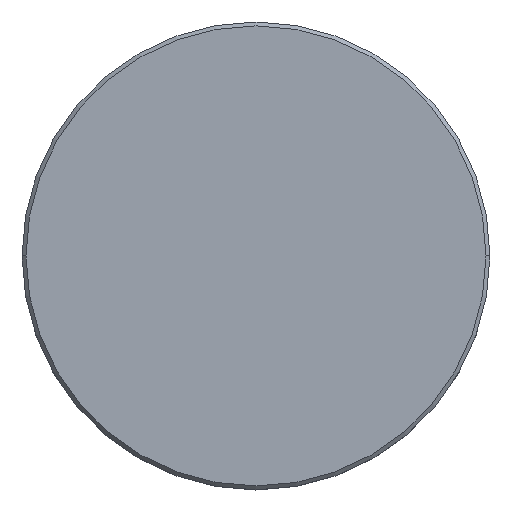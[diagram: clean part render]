
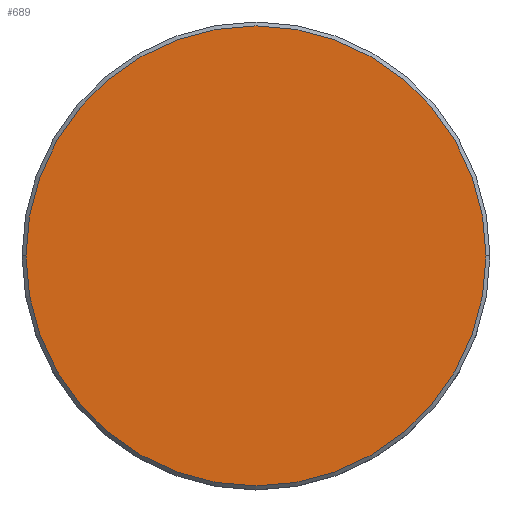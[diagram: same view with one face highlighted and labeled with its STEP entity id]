
A CAD part, top view. The second image highlights one B-rep face of the part: STEP entity #689.
In plain terms, the highlighted planar face has unit normal (0, 0, 1).
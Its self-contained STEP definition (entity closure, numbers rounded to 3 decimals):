
#84 = VERTEX_POINT ( 'NONE', #501 ) ;
#112 = DIRECTION ( 'NONE',  ( 1., 0., 0. ) ) ;
#145 = AXIS2_PLACEMENT_3D ( 'NONE', #297, #489, #945 ) ;
#189 = CARTESIAN_POINT ( 'NONE',  ( -29.5, 0., 0. ) ) ;
#223 = EDGE_LOOP ( 'NONE', ( #763, #631 ) ) ;
#297 = CARTESIAN_POINT ( 'NONE',  ( 0., 0., 0. ) ) ;
#378 = AXIS2_PLACEMENT_3D ( 'NONE', #827, #1181, #1100 ) ;
#441 = PLANE ( 'NONE',  #378 ) ;
#489 = DIRECTION ( 'NONE',  ( 0., 0., 1. ) ) ;
#501 = CARTESIAN_POINT ( 'NONE',  ( 29.5, 0., 0. ) ) ;
#625 = VERTEX_POINT ( 'NONE', #189 ) ;
#631 = ORIENTED_EDGE ( 'NONE', *, *, #1144, .T. ) ;
#684 = CARTESIAN_POINT ( 'NONE',  ( 0., 0., 0. ) ) ;
#689 = ADVANCED_FACE ( 'NONE', ( #1085 ), #441, .T. ) ;
#750 = AXIS2_PLACEMENT_3D ( 'NONE', #684, #952, #112 ) ;
#763 = ORIENTED_EDGE ( 'NONE', *, *, #1105, .T. ) ;
#827 = CARTESIAN_POINT ( 'NONE',  ( 0., 0., 0. ) ) ;
#872 = CIRCLE ( 'NONE', #750, 29.5 ) ;
#890 = CIRCLE ( 'NONE', #145, 29.5 ) ;
#945 = DIRECTION ( 'NONE',  ( 1., 0., 0. ) ) ;
#952 = DIRECTION ( 'NONE',  ( 0., 0., 1. ) ) ;
#1085 = FACE_OUTER_BOUND ( 'NONE', #223, .T. ) ;
#1100 = DIRECTION ( 'NONE',  ( 1., 0., 0. ) ) ;
#1105 = EDGE_CURVE ( 'NONE', #625, #84, #890, .T. ) ;
#1144 = EDGE_CURVE ( 'NONE', #84, #625, #872, .T. ) ;
#1181 = DIRECTION ( 'NONE',  ( 0., 0., 1. ) ) ;
